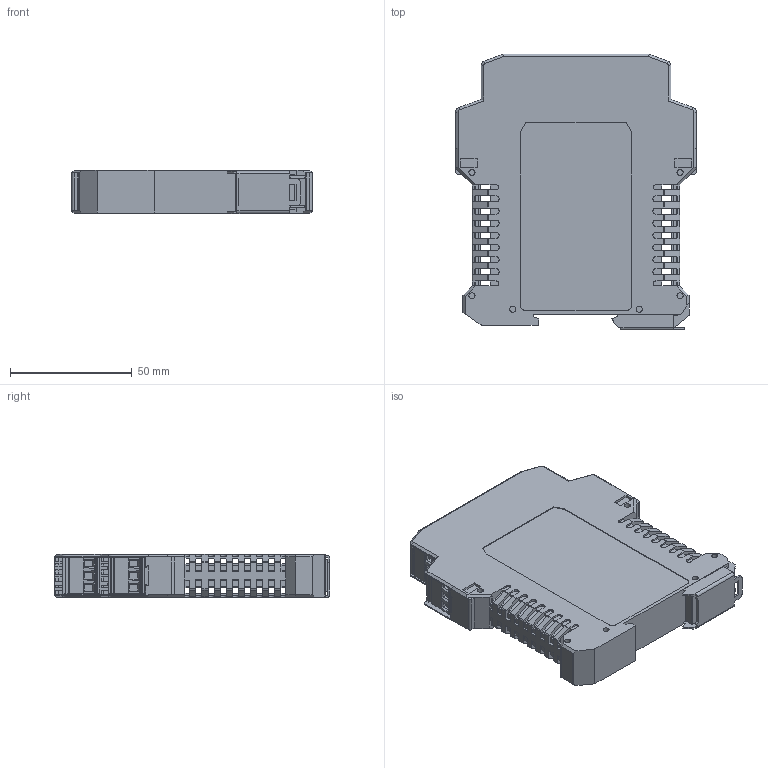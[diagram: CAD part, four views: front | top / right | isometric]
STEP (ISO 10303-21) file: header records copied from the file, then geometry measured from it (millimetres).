
FILE_DESCRIPTION((''),'2;1');
FILE_NAME('CZ3000-17_5-WH-1111_ASM','2024-01-04T10:10:35',('Admin'),(''),'CREO PARAMETRIC BY PTC INC, 2021404','CREO PARAMETRIC BY PTC INC, 2021404','');
FILE_SCHEMA(('CONFIG_CONTROL_DESIGN','SHAPE_APPEARANCE_LAYERS_GROUPS'));
Length unit declared in the file: millimetre
Products named in the file (6): DINKLE_5ESDT-03P; 0073A04900_1_1_2_3_4; 0073B01400; 0073F3XX00_AF0_1; CZ3000-17_5-1111_ASM; CZ3000-17_5-WH-1111_ASM
Assembly tree (9 placements, depth 3):
  CZ3000-17_5-WH-1111_ASM
    CZ3000-17_5-1111_ASM
      DINKLE_5ESDT-03P  x4
      0073A04900_1_1_2_3_4  x2
      0073B01400
      0073F3XX00_AF0_1
Bounding box: 99 x 113.5 x 17.7 mm (x, y, z)
Volume: 49631.9 mm3; surface area: 58445.5 mm2
Topology: 5 solids, 8 shells, 2308 faces, 6410 edges, 4122 vertices
Faces by surface type: plane 1461, cylinder 567, torus 132, cone 96, bspline 52
Entity records: 60501 total; most frequent: CARTESIAN_POINT 9774, ORIENTED_EDGE 8444, DIRECTION 7813, EDGE_CURVE 4222, VECTOR 3365, LINE 3365, VERTEX_POINT 2747, AXIS2_PLACEMENT_3D 2224
